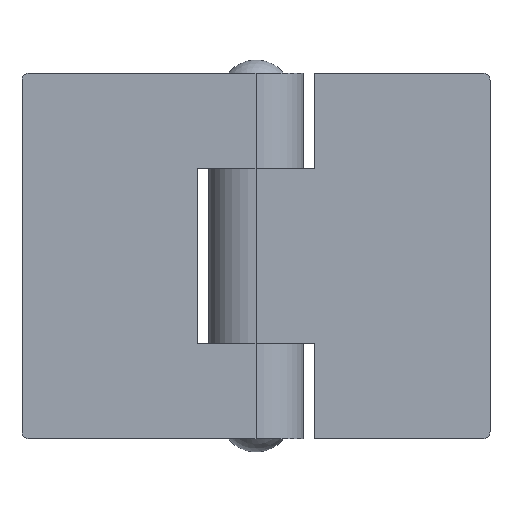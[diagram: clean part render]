
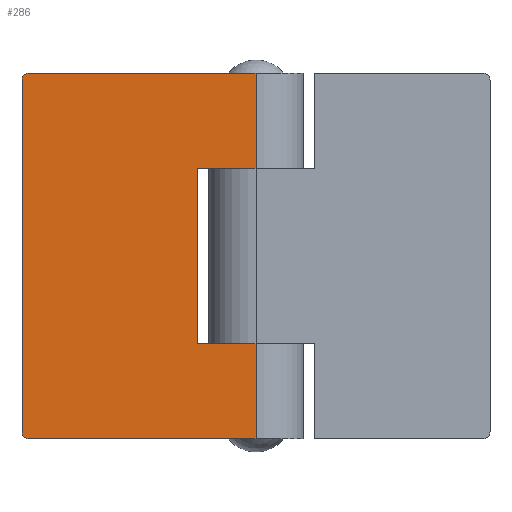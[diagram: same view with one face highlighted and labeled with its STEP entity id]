
A CAD part, front view. The second image highlights one B-rep face of the part: STEP entity #286.
In plain terms, the highlighted planar face has unit normal (0, -1, 0).
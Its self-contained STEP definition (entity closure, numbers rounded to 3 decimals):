
#24 = VERTEX_POINT ( 'NONE', #550 ) ;
#26 = EDGE_CURVE ( 'NONE', #24, #163, #549, .T. ) ;
#37 = VERTEX_POINT ( 'NONE', #535 ) ;
#48 = VERTEX_POINT ( 'NONE', #585 ) ;
#54 = VERTEX_POINT ( 'NONE', #575 ) ;
#55 = EDGE_CURVE ( 'NONE', #54, #48, #574, .T. ) ;
#87 = EDGE_CURVE ( 'NONE', #37, #48, #612, .T. ) ;
#163 = VERTEX_POINT ( 'NONE', #707 ) ;
#187 = EDGE_CURVE ( 'NONE', #163, #189, #729, .T. ) ;
#189 = VERTEX_POINT ( 'NONE', #782 ) ;
#275 = ORIENTED_EDGE ( 'NONE', *, *, #276, .T. ) ;
#276 = EDGE_CURVE ( 'NONE', #295, #189, #923, .T. ) ;
#277 = ORIENTED_EDGE ( 'NONE', *, *, #187, .F. ) ;
#278 = ORIENTED_EDGE ( 'NONE', *, *, #87, .F. ) ;
#279 = ORIENTED_EDGE ( 'NONE', *, *, #281, .T. ) ;
#281 = EDGE_CURVE ( 'NONE', #315, #54, #978, .T. ) ;
#282 = ORIENTED_EDGE ( 'NONE', *, *, #55, .T. ) ;
#283 = EDGE_LOOP ( 'NONE', ( #287, #288, #284, #279, #282, #278, #290, #293, #275, #277 ) ) ;
#284 = ORIENTED_EDGE ( 'NONE', *, *, #322, .T. ) ;
#285 = EDGE_CURVE ( 'NONE', #37, #291, #974, .T. ) ;
#286 = ADVANCED_FACE ( 'NONE', ( #970 ), #969, .F. ) ;
#287 = ORIENTED_EDGE ( 'NONE', *, *, #26, .F. ) ;
#288 = ORIENTED_EDGE ( 'NONE', *, *, #289, .T. ) ;
#289 = EDGE_CURVE ( 'NONE', #24, #320, #964, .T. ) ;
#290 = ORIENTED_EDGE ( 'NONE', *, *, #285, .T. ) ;
#291 = VERTEX_POINT ( 'NONE', #959 ) ;
#293 = ORIENTED_EDGE ( 'NONE', *, *, #294, .T. ) ;
#294 = EDGE_CURVE ( 'NONE', #291, #295, #958, .T. ) ;
#295 = VERTEX_POINT ( 'NONE', #954 ) ;
#315 = VERTEX_POINT ( 'NONE', #996 ) ;
#320 = VERTEX_POINT ( 'NONE', #984 ) ;
#322 = EDGE_CURVE ( 'NONE', #320, #315, #982, .T. ) ;
#535 = CARTESIAN_POINT ( 'NONE',  ( 0., -3.25, -6. ) ) ;
#546 = DIRECTION ( 'NONE',  ( 1., 0., 0. ) ) ;
#547 = VECTOR ( 'NONE', #546, 1000. ) ;
#548 = CARTESIAN_POINT ( 'NONE',  ( 0., -3.25, 12.5 ) ) ;
#549 = LINE ( 'NONE', #548, #547 ) ;
#550 = CARTESIAN_POINT ( 'NONE',  ( -15.5, -3.25, 12.5 ) ) ;
#571 = DIRECTION ( 'NONE',  ( 1., 0., 0. ) ) ;
#572 = VECTOR ( 'NONE', #571, 1000. ) ;
#573 = CARTESIAN_POINT ( 'NONE',  ( 0., -3.25, -12.5 ) ) ;
#574 = LINE ( 'NONE', #573, #572 ) ;
#575 = CARTESIAN_POINT ( 'NONE',  ( -15.5, -3.25, -12.5 ) ) ;
#585 = CARTESIAN_POINT ( 'NONE',  ( 0., -3.25, -12.5 ) ) ;
#605 = DIRECTION ( 'NONE',  ( 0., 0., -1. ) ) ;
#606 = VECTOR ( 'NONE', #605, 1000. ) ;
#607 = CARTESIAN_POINT ( 'NONE',  ( 0., -3.25, 12.5 ) ) ;
#612 = LINE ( 'NONE', #607, #606 ) ;
#707 = CARTESIAN_POINT ( 'NONE',  ( 0., -3.25, 12.5 ) ) ;
#726 = DIRECTION ( 'NONE',  ( 0., 0., -1. ) ) ;
#727 = VECTOR ( 'NONE', #726, 1000. ) ;
#728 = CARTESIAN_POINT ( 'NONE',  ( 0., -3.25, 12.5 ) ) ;
#729 = LINE ( 'NONE', #728, #727 ) ;
#782 = CARTESIAN_POINT ( 'NONE',  ( 0., -3.25, 6. ) ) ;
#918 = CARTESIAN_POINT ( 'NONE',  ( -15.5, -3.25, -12. ) ) ;
#920 = DIRECTION ( 'NONE',  ( 1., 0., 0. ) ) ;
#921 = VECTOR ( 'NONE', #920, 1000. ) ;
#922 = CARTESIAN_POINT ( 'NONE',  ( 0., -3.25, 6. ) ) ;
#923 = LINE ( 'NONE', #922, #921 ) ;
#954 = CARTESIAN_POINT ( 'NONE',  ( -4., -3.25, 6. ) ) ;
#955 = DIRECTION ( 'NONE',  ( 0., 0., 1. ) ) ;
#956 = VECTOR ( 'NONE', #955, 1000. ) ;
#957 = CARTESIAN_POINT ( 'NONE',  ( -4., -3.25, 12.5 ) ) ;
#958 = LINE ( 'NONE', #957, #956 ) ;
#959 = CARTESIAN_POINT ( 'NONE',  ( -4., -3.25, -6. ) ) ;
#960 = DIRECTION ( 'NONE',  ( -1., 0., 0. ) ) ;
#961 = DIRECTION ( 'NONE',  ( 0., -1., 0. ) ) ;
#962 = CARTESIAN_POINT ( 'NONE',  ( -15.5, -3.25, 12. ) ) ;
#963 = AXIS2_PLACEMENT_3D ( 'NONE', #962, #961, #960 ) ;
#964 = CIRCLE ( 'NONE', #963, 0.5 ) ;
#965 = DIRECTION ( 'NONE',  ( -1., 0., 0. ) ) ;
#966 = DIRECTION ( 'NONE',  ( 0., 1., 0. ) ) ;
#967 = CARTESIAN_POINT ( 'NONE',  ( 0., -3.25, 12.5 ) ) ;
#968 = AXIS2_PLACEMENT_3D ( 'NONE', #967, #966, #965 ) ;
#969 = PLANE ( 'NONE',  #968 ) ;
#970 = FACE_OUTER_BOUND ( 'NONE', #283, .T. ) ;
#971 = DIRECTION ( 'NONE',  ( -1., 0., 0. ) ) ;
#972 = VECTOR ( 'NONE', #971, 1000. ) ;
#973 = CARTESIAN_POINT ( 'NONE',  ( 0., -3.25, -6. ) ) ;
#974 = LINE ( 'NONE', #973, #972 ) ;
#975 = DIRECTION ( 'NONE',  ( -1., 0., 0. ) ) ;
#976 = DIRECTION ( 'NONE',  ( 0., -1., 0. ) ) ;
#977 = AXIS2_PLACEMENT_3D ( 'NONE', #918, #976, #975 ) ;
#978 = CIRCLE ( 'NONE', #977, 0.5 ) ;
#979 = DIRECTION ( 'NONE',  ( 0., 0., -1. ) ) ;
#980 = VECTOR ( 'NONE', #979, 1000. ) ;
#981 = CARTESIAN_POINT ( 'NONE',  ( -16., -3.25, 12.5 ) ) ;
#982 = LINE ( 'NONE', #981, #980 ) ;
#984 = CARTESIAN_POINT ( 'NONE',  ( -16., -3.25, 12. ) ) ;
#996 = CARTESIAN_POINT ( 'NONE',  ( -16., -3.25, -12. ) ) ;
